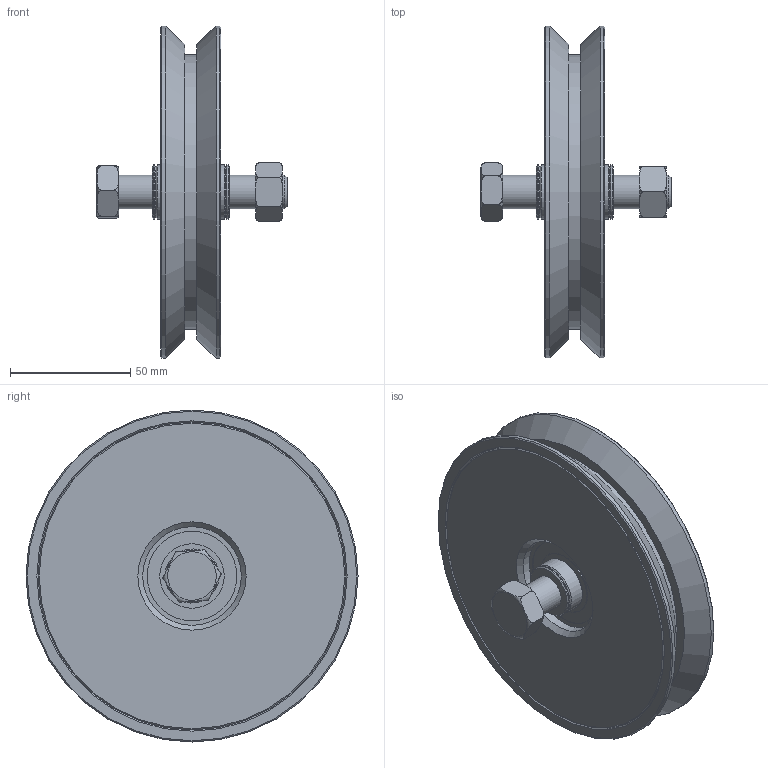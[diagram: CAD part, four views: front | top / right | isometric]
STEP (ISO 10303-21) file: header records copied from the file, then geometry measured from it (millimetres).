
FILE_DESCRIPTION(/* description */ (''),/* implementation_level */ '2;1');
FILE_NAME(/* name */ '20140V20.stp',/* time_stamp */ '2019-08-14T16:06:30+02:00',/* author */ ('DIDIERR'),/* organization */ (''),/* preprocessor_version */ 'ST-DEVELOPER v17.2',/* originating_system */ 'Autodesk Inventor 2019',/* authorisation */ '');
FILE_SCHEMA (('AUTOMOTIVE_DESIGN { 1 0 10303 214 3 1 1 }'));
Length unit declared in the file: millimetre
Products named in the file (6): 20140V20; 19706; 09169; 04545; 19711; 06015
Assembly tree (6 placements, depth 2):
  20140V20
    19706
    09169
    04545
    19711  x2
    06015
Bounding box: 79 x 138 x 138 mm (x, y, z)
Volume: 318000.1 mm3; surface area: 67997.1 mm2
Topology: 12 solids, 13 shells, 120 faces, 310 edges, 217 vertices
Faces by surface type: plane 39, torus 30, cylinder 27, cone 18, sphere 6
Full cylindrical faces by diameter (mm): 11.835 x1, 14 x1, 14.5 x2, 17 x3, 22.5 x4, 26.78 x4, 37.22 x4, 41 x1, 47 x2, 47.4 x1, 52 x1, 114 x1, 138 x2
Entity records: 4283 total; most frequent: CARTESIAN_POINT 1130, DIRECTION 670, ORIENTED_EDGE 566, AXIS2_PLACEMENT_3D 305, EDGE_CURVE 283, VERTEX_POINT 223, CIRCLE 185, EDGE_LOOP 142
